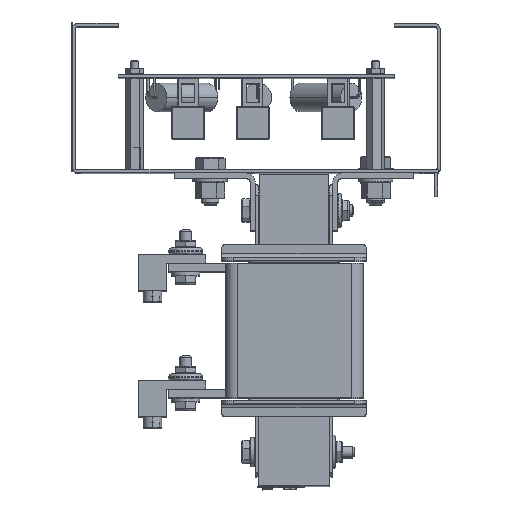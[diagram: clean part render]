
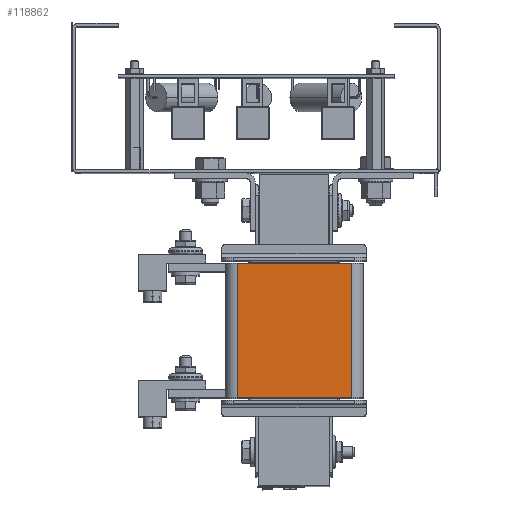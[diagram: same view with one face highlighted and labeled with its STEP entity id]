
A CAD part, top view. The second image highlights one B-rep face of the part: STEP entity #118862.
In plain terms, the highlighted planar face has unit normal (0, 0, 1).
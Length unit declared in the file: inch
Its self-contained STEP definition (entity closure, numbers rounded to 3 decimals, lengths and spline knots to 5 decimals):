
#2354 = VERTEX_POINT ( 'NONE', #64289 ) ;
#3175 = FACE_OUTER_BOUND ( 'NONE', #125964, .T. ) ;
#9063 = VECTOR ( 'NONE', #77381, 39.37008 ) ;
#13113 = DIRECTION ( 'NONE',  ( 0., -1., 0. ) ) ;
#18994 = VERTEX_POINT ( 'NONE', #22576 ) ;
#20727 = ORIENTED_EDGE ( 'NONE', *, *, #117285, .T. ) ;
#22576 = CARTESIAN_POINT ( 'NONE',  ( 2.07696, -4.92381, 10.3855 ) ) ;
#25059 = ORIENTED_EDGE ( 'NONE', *, *, #119814, .F. ) ;
#26739 = CARTESIAN_POINT ( 'NONE',  ( -0.66077, -1.99381, 10.3855 ) ) ;
#29619 = DIRECTION ( 'NONE',  ( 0., -1., 0. ) ) ;
#30456 = VECTOR ( 'NONE', #160388, 39.37008 ) ;
#30788 = AXIS2_PLACEMENT_3D ( 'NONE', #50470, #65897, #120551 ) ;
#44223 = VERTEX_POINT ( 'NONE', #103174 ) ;
#48247 = VECTOR ( 'NONE', #29619, 39.37008 ) ;
#50352 = ORIENTED_EDGE ( 'NONE', *, *, #80107, .F. ) ;
#50470 = CARTESIAN_POINT ( 'NONE',  ( 0.83309, -3.45881, 10.3855 ) ) ;
#56808 = LINE ( 'NONE', #94453, #139667 ) ;
#64289 = CARTESIAN_POINT ( 'NONE',  ( -0.41077, -1.99381, 10.3855 ) ) ;
#65897 = DIRECTION ( 'NONE',  ( 0., 0., 1. ) ) ;
#72281 = VERTEX_POINT ( 'NONE', #117069 ) ;
#73807 = LINE ( 'NONE', #166271, #48247 ) ;
#77381 = DIRECTION ( 'NONE',  ( -1., 0., 0. ) ) ;
#78969 = PLANE ( 'NONE',  #30788 ) ;
#80107 = EDGE_CURVE ( 'NONE', #2354, #72281, #102768, .T. ) ;
#84628 = ORIENTED_EDGE ( 'NONE', *, *, #117400, .F. ) ;
#94453 = CARTESIAN_POINT ( 'NONE',  ( -0.41077, -3.45881, 10.3855 ) ) ;
#102768 = LINE ( 'NONE', #26739, #30456 ) ;
#103174 = CARTESIAN_POINT ( 'NONE',  ( -0.41077, -4.92381, 10.3855 ) ) ;
#111177 = LINE ( 'NONE', #118973, #9063 ) ;
#117069 = CARTESIAN_POINT ( 'NONE',  ( 2.07696, -1.99381, 10.3855 ) ) ;
#117285 = EDGE_CURVE ( 'NONE', #2354, #44223, #56808, .T. ) ;
#117400 = EDGE_CURVE ( 'NONE', #72281, #18994, #73807, .T. ) ;
#118862 = ADVANCED_FACE ( 'NONE', ( #3175 ), #78969, .T. ) ;
#118973 = CARTESIAN_POINT ( 'NONE',  ( 2.32696, -4.92381, 10.3855 ) ) ;
#119814 = EDGE_CURVE ( 'NONE', #18994, #44223, #111177, .T. ) ;
#120551 = DIRECTION ( 'NONE',  ( 1., 0., 0. ) ) ;
#125964 = EDGE_LOOP ( 'NONE', ( #84628, #50352, #20727, #25059 ) ) ;
#139667 = VECTOR ( 'NONE', #13113, 39.37008 ) ;
#160388 = DIRECTION ( 'NONE',  ( 1., 0., 0. ) ) ;
#166271 = CARTESIAN_POINT ( 'NONE',  ( 2.07696, -2.72631, 10.3855 ) ) ;
